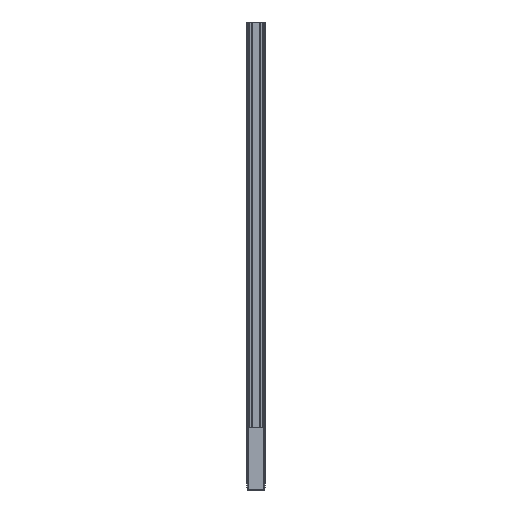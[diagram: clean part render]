
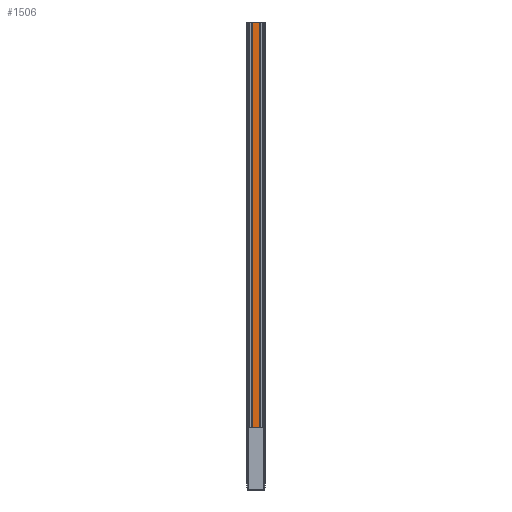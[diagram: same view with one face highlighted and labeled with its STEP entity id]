
A CAD part, front view. The second image highlights one B-rep face of the part: STEP entity #1506.
In plain terms, the highlighted face is planar.
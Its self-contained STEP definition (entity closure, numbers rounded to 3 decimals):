
#538 = LINE ( 'NONE', #6761, #1224 ) ;
#598 = EDGE_CURVE ( 'NONE', #4685, #6875, #3925, .T. ) ;
#691 = ORIENTED_EDGE ( 'NONE', *, *, #7744, .T. ) ;
#735 = LINE ( 'NONE', #7520, #1004 ) ;
#816 = ORIENTED_EDGE ( 'NONE', *, *, #1706, .F. ) ;
#914 = VECTOR ( 'NONE', #1226, 1000. ) ;
#1004 = VECTOR ( 'NONE', #2091, 1000. ) ;
#1224 = VECTOR ( 'NONE', #5846, 1000. ) ;
#1226 = DIRECTION ( 'NONE',  ( 1., 0., 0. ) ) ;
#1294 = DIRECTION ( 'NONE',  ( 0., 0., 1. ) ) ;
#1506 = ADVANCED_FACE ( 'NONE', ( #7499 ), #7548, .F. ) ;
#1706 = EDGE_CURVE ( 'NONE', #2374, #6875, #538, .T. ) ;
#1912 = EDGE_CURVE ( 'NONE', #4685, #7156, #7176, .T. ) ;
#1944 = CARTESIAN_POINT ( 'NONE',  ( -13.197, 900., -2.1 ) ) ;
#2091 = DIRECTION ( 'NONE',  ( -1., 0., 0. ) ) ;
#2374 = VERTEX_POINT ( 'NONE', #5674 ) ;
#3099 = VECTOR ( 'NONE', #8550, 1000. ) ;
#3131 = EDGE_LOOP ( 'NONE', ( #4960, #6181, #816, #691 ) ) ;
#3416 = DIRECTION ( 'NONE',  ( -1., 0., 0. ) ) ;
#3925 = LINE ( 'NONE', #1944, #914 ) ;
#4413 = CARTESIAN_POINT ( 'NONE',  ( -13.197, -600., -2.1 ) ) ;
#4685 = VERTEX_POINT ( 'NONE', #7530 ) ;
#4960 = ORIENTED_EDGE ( 'NONE', *, *, #1912, .F. ) ;
#5174 = CARTESIAN_POINT ( 'NONE',  ( -13.197, 900., -2.1 ) ) ;
#5674 = CARTESIAN_POINT ( 'NONE',  ( 13.197, -600., -2.1 ) ) ;
#5846 = DIRECTION ( 'NONE',  ( 0., 1., 0. ) ) ;
#6181 = ORIENTED_EDGE ( 'NONE', *, *, #598, .T. ) ;
#6761 = CARTESIAN_POINT ( 'NONE',  ( 13.197, -600., -2.1 ) ) ;
#6875 = VERTEX_POINT ( 'NONE', #8015 ) ;
#6927 = CARTESIAN_POINT ( 'NONE',  ( 0., 900., -2.1 ) ) ;
#7156 = VERTEX_POINT ( 'NONE', #4413 ) ;
#7176 = LINE ( 'NONE', #5174, #3099 ) ;
#7499 = FACE_OUTER_BOUND ( 'NONE', #3131, .T. ) ;
#7520 = CARTESIAN_POINT ( 'NONE',  ( 13.197, -600., -2.1 ) ) ;
#7530 = CARTESIAN_POINT ( 'NONE',  ( -13.197, 900., -2.1 ) ) ;
#7548 = PLANE ( 'NONE',  #7823 ) ;
#7744 = EDGE_CURVE ( 'NONE', #2374, #7156, #735, .T. ) ;
#7823 = AXIS2_PLACEMENT_3D ( 'NONE', #6927, #1294, #3416 ) ;
#8015 = CARTESIAN_POINT ( 'NONE',  ( 13.197, 900., -2.1 ) ) ;
#8550 = DIRECTION ( 'NONE',  ( 0., -1., 0. ) ) ;
